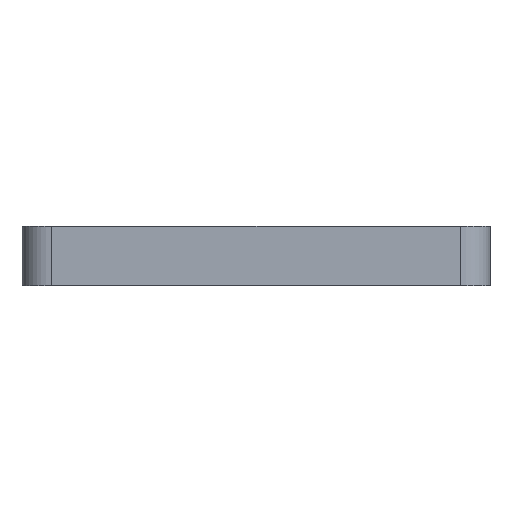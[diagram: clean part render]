
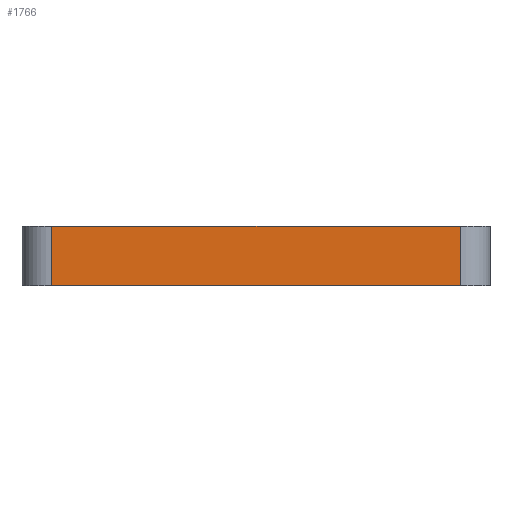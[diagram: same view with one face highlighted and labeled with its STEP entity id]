
A CAD part, left-side view. The second image highlights one B-rep face of the part: STEP entity #1766.
In plain terms, the highlighted planar face has unit normal (-1, 0, 0).
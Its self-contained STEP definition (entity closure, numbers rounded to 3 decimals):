
#18 = DIRECTION ( 'NONE',  ( 0., 0., 1. ) ) ;
#30 = DIRECTION ( 'NONE',  ( 0., -1., 0. ) ) ;
#191 = CARTESIAN_POINT ( 'NONE',  ( -70., 41.5, 6. ) ) ;
#210 = EDGE_CURVE ( 'NONE', #1585, #1751, #885, .T. ) ;
#234 = DIRECTION ( 'NONE',  ( 1., 0., 0. ) ) ;
#277 = EDGE_CURVE ( 'NONE', #1585, #868, #483, .T. ) ;
#296 = CARTESIAN_POINT ( 'NONE',  ( -70., -47.5, 6. ) ) ;
#329 = CARTESIAN_POINT ( 'NONE',  ( -70., 41.5, -6. ) ) ;
#364 = LINE ( 'NONE', #1294, #1253 ) ;
#463 = VECTOR ( 'NONE', #1676, 1000. ) ;
#465 = EDGE_LOOP ( 'NONE', ( #1460, #1213, #650, #651 ) ) ;
#483 = LINE ( 'NONE', #191, #1631 ) ;
#559 = AXIS2_PLACEMENT_3D ( 'NONE', #1706, #234, #1277 ) ;
#583 = CARTESIAN_POINT ( 'NONE',  ( -70., -41.5, 6. ) ) ;
#616 = CARTESIAN_POINT ( 'NONE',  ( -70., -41.5, -6. ) ) ;
#650 = ORIENTED_EDGE ( 'NONE', *, *, #210, .F. ) ;
#651 = ORIENTED_EDGE ( 'NONE', *, *, #277, .T. ) ;
#659 = VERTEX_POINT ( 'NONE', #616 ) ;
#665 = CARTESIAN_POINT ( 'NONE',  ( -70., -41.5, 6. ) ) ;
#848 = PLANE ( 'NONE',  #559 ) ;
#868 = VERTEX_POINT ( 'NONE', #329 ) ;
#885 = LINE ( 'NONE', #296, #463 ) ;
#979 = VECTOR ( 'NONE', #18, 1000. ) ;
#1079 = EDGE_CURVE ( 'NONE', #659, #1751, #1207, .T. ) ;
#1207 = LINE ( 'NONE', #583, #979 ) ;
#1213 = ORIENTED_EDGE ( 'NONE', *, *, #1079, .T. ) ;
#1248 = CARTESIAN_POINT ( 'NONE',  ( -70., 41.5, 6. ) ) ;
#1253 = VECTOR ( 'NONE', #30, 1000. ) ;
#1277 = DIRECTION ( 'NONE',  ( 0., 0., -1. ) ) ;
#1294 = CARTESIAN_POINT ( 'NONE',  ( -70., -47.5, -6. ) ) ;
#1460 = ORIENTED_EDGE ( 'NONE', *, *, #1517, .T. ) ;
#1517 = EDGE_CURVE ( 'NONE', #868, #659, #364, .T. ) ;
#1524 = FACE_OUTER_BOUND ( 'NONE', #465, .T. ) ;
#1585 = VERTEX_POINT ( 'NONE', #1248 ) ;
#1631 = VECTOR ( 'NONE', #1819, 1000. ) ;
#1676 = DIRECTION ( 'NONE',  ( 0., -1., 0. ) ) ;
#1706 = CARTESIAN_POINT ( 'NONE',  ( -70., -47.5, 6. ) ) ;
#1751 = VERTEX_POINT ( 'NONE', #665 ) ;
#1766 = ADVANCED_FACE ( 'NONE', ( #1524 ), #848, .F. ) ;
#1819 = DIRECTION ( 'NONE',  ( 0., 0., -1. ) ) ;
